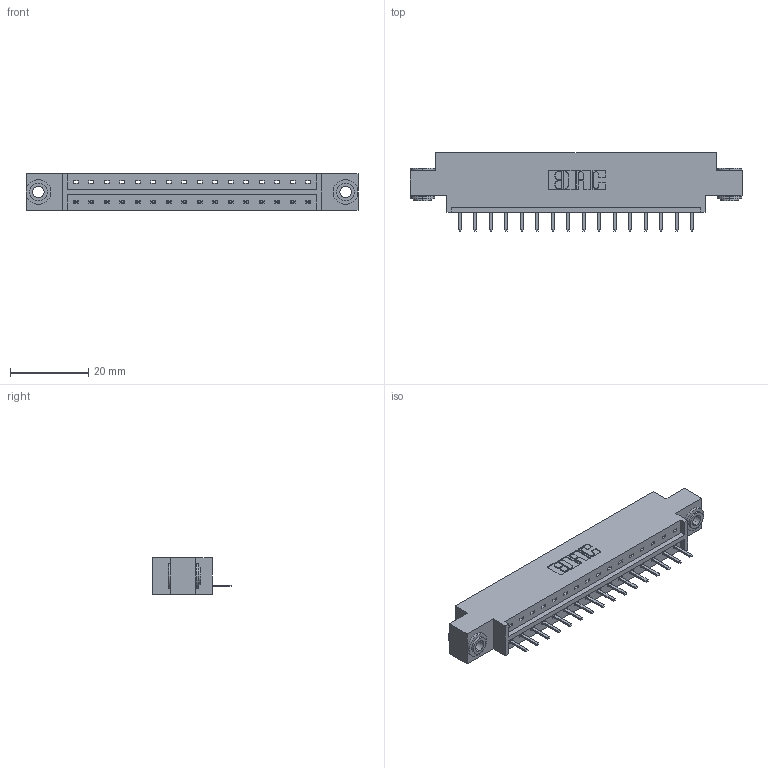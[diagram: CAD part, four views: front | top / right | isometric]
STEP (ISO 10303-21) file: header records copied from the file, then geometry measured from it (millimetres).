
FILE_DESCRIPTION (( 'STEP AP203' ), '1' );
FILE_NAME ('833-016-520-603.STEP', '2020-05-31T16:54:49', ( '' ), ( '' ), 'SwSTEP 2.0', 'SolidWorks 2020', '' );
FILE_SCHEMA (( 'CONFIG_CONTROL_DESIGN' ));
Length unit declared in the file: inch
Products named in the file (4): 345-292-001_345-293-120; 833 Part_Offset - .156 Dia - TH; 345-250-002_345-250-002-102; 833-016-520-603
Assembly tree (19 placements, depth 2):
  833-016-520-603
    833 Part_Offset - .156 Dia - TH
    345-292-001_345-293-120  x16
    345-250-002_345-250-002-102  x2
Bounding box: 84.94 x 20.02 x 9.4 mm (x, y, z)
Volume: 8069.1 mm3; surface area: 8824.5 mm2
Topology: 19 solids, 19 shells, 1148 faces, 3343 edges, 2182 vertices
Faces by surface type: plane 788, cylinder 352, cone 8
Entity records: 14040 total; most frequent: CARTESIAN_POINT 2417, ORIENTED_EDGE 2350, DIRECTION 2113, EDGE_CURVE 1175, LINE 1019, VECTOR 1019, VERTEX_POINT 778, AXIS2_PLACEMENT_3D 547
